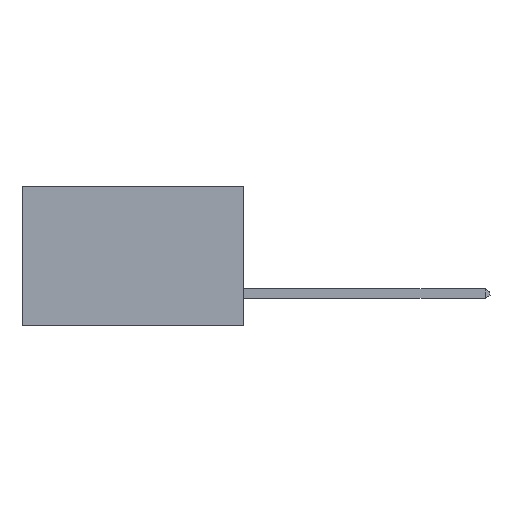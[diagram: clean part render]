
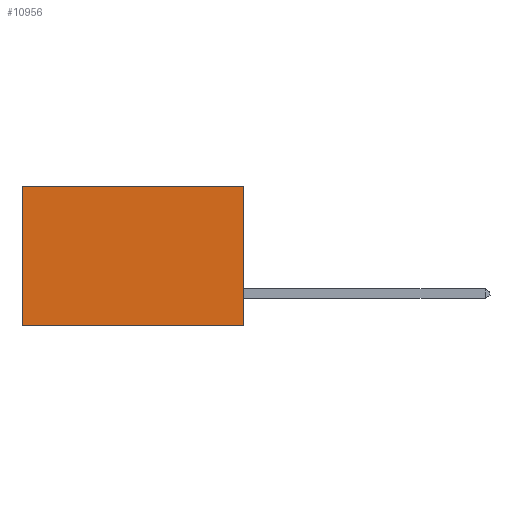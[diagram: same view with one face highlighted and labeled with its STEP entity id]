
A CAD part, left-side view. The second image highlights one B-rep face of the part: STEP entity #10956.
In plain terms, the highlighted planar face has unit normal (-1, 0, 0).
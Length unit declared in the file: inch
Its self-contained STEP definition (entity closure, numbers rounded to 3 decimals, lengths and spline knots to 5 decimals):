
#132 = VERTEX_POINT ( 'NONE', #11031 ) ;
#477 = AXIS2_PLACEMENT_3D ( 'NONE', #3382, #6082, #10469 ) ;
#729 = EDGE_CURVE ( 'NONE', #8978, #5722, #2389, .T. ) ;
#900 = VERTEX_POINT ( 'NONE', #3584 ) ;
#1682 = EDGE_CURVE ( 'NONE', #900, #5722, #9926, .T. ) ;
#1989 = LINE ( 'NONE', #2119, #8858 ) ;
#2119 = CARTESIAN_POINT ( 'NONE',  ( 0.277, 0., 0. ) ) ;
#2132 = CARTESIAN_POINT ( 'NONE',  ( 0.277, 0., -0.37 ) ) ;
#2389 = LINE ( 'NONE', #6512, #9259 ) ;
#2969 = DIRECTION ( 'NONE',  ( 0., 1., 0. ) ) ;
#3123 = VECTOR ( 'NONE', #11233, 39.37008 ) ;
#3185 = CARTESIAN_POINT ( 'NONE',  ( 0.277, 0.59, -0.37 ) ) ;
#3382 = CARTESIAN_POINT ( 'NONE',  ( 0.277, 0., -0.37 ) ) ;
#3584 = CARTESIAN_POINT ( 'NONE',  ( 0.277, 0.59, 0. ) ) ;
#3841 = DIRECTION ( 'NONE',  ( 0., 1., 0. ) ) ;
#4318 = PLANE ( 'NONE',  #477 ) ;
#4334 = DIRECTION ( 'NONE',  ( 0., 0., -1. ) ) ;
#4604 = EDGE_CURVE ( 'NONE', #132, #900, #1989, .T. ) ;
#5270 = VECTOR ( 'NONE', #4334, 39.37008 ) ;
#5722 = VERTEX_POINT ( 'NONE', #8501 ) ;
#6082 = DIRECTION ( 'NONE',  ( 1., 0., 0. ) ) ;
#6512 = CARTESIAN_POINT ( 'NONE',  ( 0.277, 0., -0.37 ) ) ;
#8081 = ORIENTED_EDGE ( 'NONE', *, *, #10634, .F. ) ;
#8501 = CARTESIAN_POINT ( 'NONE',  ( 0.277, 0.59, -0.37 ) ) ;
#8789 = ORIENTED_EDGE ( 'NONE', *, *, #4604, .T. ) ;
#8858 = VECTOR ( 'NONE', #3841, 39.37008 ) ;
#8935 = ORIENTED_EDGE ( 'NONE', *, *, #729, .F. ) ;
#8978 = VERTEX_POINT ( 'NONE', #2132 ) ;
#9201 = EDGE_LOOP ( 'NONE', ( #11546, #8935, #8081, #8789 ) ) ;
#9259 = VECTOR ( 'NONE', #2969, 39.37008 ) ;
#9917 = LINE ( 'NONE', #11253, #5270 ) ;
#9926 = LINE ( 'NONE', #3185, #3123 ) ;
#10443 = FACE_OUTER_BOUND ( 'NONE', #9201, .T. ) ;
#10469 = DIRECTION ( 'NONE',  ( 0., 0., -1. ) ) ;
#10634 = EDGE_CURVE ( 'NONE', #132, #8978, #9917, .T. ) ;
#10956 = ADVANCED_FACE ( 'NONE', ( #10443 ), #4318, .F. ) ;
#11031 = CARTESIAN_POINT ( 'NONE',  ( 0.277, 0., 0. ) ) ;
#11233 = DIRECTION ( 'NONE',  ( 0., 0., -1. ) ) ;
#11253 = CARTESIAN_POINT ( 'NONE',  ( 0.277, 0., -0.37 ) ) ;
#11546 = ORIENTED_EDGE ( 'NONE', *, *, #1682, .T. ) ;
